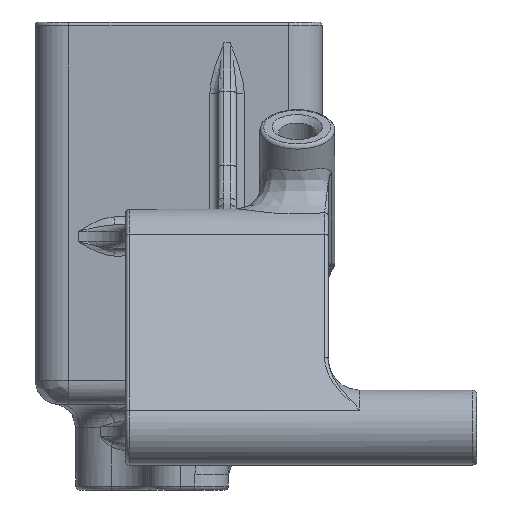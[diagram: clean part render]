
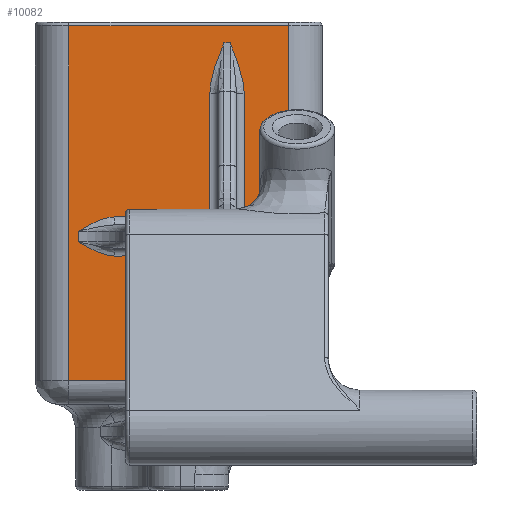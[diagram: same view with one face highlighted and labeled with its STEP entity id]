
A CAD part, left-side view. The second image highlights one B-rep face of the part: STEP entity #10082.
In plain terms, the highlighted planar face has unit normal (-1, 0, 0).
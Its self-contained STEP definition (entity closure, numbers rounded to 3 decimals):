
#283=PLANE('',#11040);
#713=LINE('',#17591,#1182);
#748=LINE('',#18049,#1217);
#756=LINE('',#18144,#1225);
#757=LINE('',#18148,#1226);
#758=LINE('',#18159,#1227);
#759=LINE('',#18169,#1228);
#760=LINE('',#18180,#1229);
#761=LINE('',#18182,#1230);
#762=LINE('',#18184,#1231);
#763=LINE('',#18186,#1232);
#764=LINE('',#18188,#1233);
#765=LINE('',#18190,#1234);
#766=LINE('',#18192,#1235);
#767=LINE('',#18193,#1236);
#1182=VECTOR('',#12732,10.);
#1217=VECTOR('',#12969,10.);
#1225=VECTOR('',#13003,10.);
#1226=VECTOR('',#13008,10.);
#1227=VECTOR('',#13009,10.);
#1228=VECTOR('',#13010,10.);
#1229=VECTOR('',#13011,10.);
#1230=VECTOR('',#13012,10.);
#1231=VECTOR('',#13013,10.);
#1232=VECTOR('',#13014,10.);
#1233=VECTOR('',#13015,10.);
#1234=VECTOR('',#13016,10.);
#1235=VECTOR('',#13017,10.);
#1236=VECTOR('',#13018,10.);
#1690=FACE_OUTER_BOUND('',#2399,.T.);
#2399=EDGE_LOOP('',(#7350,#7351,#7352,#7353,#7354,#7355,#7356,#7357,#7358,
#7359,#7360,#7361,#7362,#7363,#7364,#7365,#7366,#7367));
#3876=B_SPLINE_CURVE_WITH_KNOTS('',3,(#18037,#18038,#18039,#18040,#18041,
#18042,#18043,#18044),.UNSPECIFIED.,.F.,.F.,(4,2,1,1,4),(-0.341,
-0.34,-0.204,-0.136,0.),
 .UNSPECIFIED.);
#3882=B_SPLINE_CURVE_WITH_KNOTS('',3,(#18150,#18151,#18152,#18153,#18154,
#18155,#18156,#18157),.UNSPECIFIED.,.F.,.F.,(4,2,1,1,4),(-0.25,
-0.249,-0.1,-0.05,0.),
 .UNSPECIFIED.);
#3883=B_SPLINE_CURVE_WITH_KNOTS('',3,(#18160,#18161,#18162,#18163,#18164,
#18165,#18166,#18167),.UNSPECIFIED.,.F.,.F.,(4,1,1,2,4),(-0.249,
-0.149,-0.1,0.,0.001),
 .UNSPECIFIED.);
#3884=B_SPLINE_CURVE_WITH_KNOTS('',3,(#18171,#18172,#18173,#18174,#18175,
#18176,#18177,#18178),.UNSPECIFIED.,.F.,.F.,(4,1,1,2,4),(-0.34,
-0.204,-0.136,0.,0.001),
 .UNSPECIFIED.);
#4364=VERTEX_POINT('',#17584);
#4367=VERTEX_POINT('',#17589);
#4437=VERTEX_POINT('',#18025);
#4439=VERTEX_POINT('',#18028);
#4440=VERTEX_POINT('',#18046);
#4455=VERTEX_POINT('',#18143);
#4456=VERTEX_POINT('',#18147);
#4457=VERTEX_POINT('',#18149);
#4458=VERTEX_POINT('',#18158);
#4459=VERTEX_POINT('',#18168);
#4460=VERTEX_POINT('',#18170);
#4461=VERTEX_POINT('',#18179);
#4462=VERTEX_POINT('',#18181);
#4463=VERTEX_POINT('',#18183);
#4464=VERTEX_POINT('',#18185);
#4465=VERTEX_POINT('',#18187);
#4466=VERTEX_POINT('',#18189);
#4467=VERTEX_POINT('',#18191);
#5369=EDGE_CURVE('',#4367,#4364,#713,.T.);
#5481=EDGE_CURVE('',#4439,#4437,#3876,.T.);
#5484=EDGE_CURVE('',#4437,#4440,#748,.T.);
#5504=EDGE_CURVE('',#4440,#4455,#756,.T.);
#5506=EDGE_CURVE('',#4456,#4367,#757,.T.);
#5507=EDGE_CURVE('',#4457,#4456,#3882,.T.);
#5508=EDGE_CURVE('',#4458,#4457,#758,.T.);
#5509=EDGE_CURVE('',#4455,#4458,#3883,.T.);
#5510=EDGE_CURVE('',#4459,#4439,#759,.T.);
#5511=EDGE_CURVE('',#4460,#4459,#3884,.T.);
#5512=EDGE_CURVE('',#4461,#4460,#760,.T.);
#5513=EDGE_CURVE('',#4462,#4461,#761,.T.);
#5514=EDGE_CURVE('',#4463,#4462,#762,.T.);
#5515=EDGE_CURVE('',#4464,#4463,#763,.T.);
#5516=EDGE_CURVE('',#4465,#4464,#764,.T.);
#5517=EDGE_CURVE('',#4466,#4465,#765,.T.);
#5518=EDGE_CURVE('',#4467,#4466,#766,.T.);
#5519=EDGE_CURVE('',#4364,#4467,#767,.T.);
#7350=ORIENTED_EDGE('',*,*,#5369,.F.);
#7351=ORIENTED_EDGE('',*,*,#5506,.F.);
#7352=ORIENTED_EDGE('',*,*,#5507,.F.);
#7353=ORIENTED_EDGE('',*,*,#5508,.F.);
#7354=ORIENTED_EDGE('',*,*,#5509,.F.);
#7355=ORIENTED_EDGE('',*,*,#5504,.F.);
#7356=ORIENTED_EDGE('',*,*,#5484,.F.);
#7357=ORIENTED_EDGE('',*,*,#5481,.F.);
#7358=ORIENTED_EDGE('',*,*,#5510,.F.);
#7359=ORIENTED_EDGE('',*,*,#5511,.F.);
#7360=ORIENTED_EDGE('',*,*,#5512,.F.);
#7361=ORIENTED_EDGE('',*,*,#5513,.F.);
#7362=ORIENTED_EDGE('',*,*,#5514,.F.);
#7363=ORIENTED_EDGE('',*,*,#5515,.F.);
#7364=ORIENTED_EDGE('',*,*,#5516,.F.);
#7365=ORIENTED_EDGE('',*,*,#5517,.F.);
#7366=ORIENTED_EDGE('',*,*,#5518,.F.);
#7367=ORIENTED_EDGE('',*,*,#5519,.F.);
#10082=ADVANCED_FACE('',(#1690),#283,.F.);
#11040=AXIS2_PLACEMENT_3D('',#18146,#13006,#13007);
#12732=DIRECTION('',(0.,0.,-1.));
#12969=DIRECTION('',(0.,0.,-1.));
#13003=DIRECTION('',(0.,1.,0.));
#13006=DIRECTION('center_axis',(1.,0.,0.));
#13007=DIRECTION('ref_axis',(0.,-1.,0.));
#13008=DIRECTION('',(0.,-1.,0.));
#13009=DIRECTION('',(0.,0.,-1.));
#13010=DIRECTION('',(0.,1.,0.));
#13011=DIRECTION('',(0.,0.,1.));
#13012=DIRECTION('',(0.,1.,0.));
#13013=DIRECTION('',(0.,0.,-1.));
#13014=DIRECTION('',(0.,-1.,0.));
#13015=DIRECTION('',(0.,0.,1.));
#13016=DIRECTION('',(0.,1.,0.));
#13017=DIRECTION('',(0.,0.,1.));
#13018=DIRECTION('',(0.,1.,0.));
#17584=CARTESIAN_POINT('',(17.55,5.6,-19.5));
#17589=CARTESIAN_POINT('',(17.55,5.6,-9.5));
#17591=CARTESIAN_POINT('',(17.55,5.6,-1.625));
#18025=CARTESIAN_POINT('',(17.55,5.6,0.889));
#18028=CARTESIAN_POINT('',(17.55,4.7,4.162));
#18037=CARTESIAN_POINT('Ctrl Pts',(17.55,4.7,4.162));
#18038=CARTESIAN_POINT('Ctrl Pts',(17.55,4.701,4.159));
#18039=CARTESIAN_POINT('Ctrl Pts',(17.55,4.702,4.156));
#18040=CARTESIAN_POINT('Ctrl Pts',(17.55,4.874,3.733));
#18041=CARTESIAN_POINT('Ctrl Pts',(17.55,5.13,3.1));
#18042=CARTESIAN_POINT('Ctrl Pts',(17.55,5.472,2.022));
#18043=CARTESIAN_POINT('Ctrl Pts',(17.55,5.6,1.343));
#18044=CARTESIAN_POINT('Ctrl Pts',(17.55,5.6,0.889));
#18046=CARTESIAN_POINT('',(17.55,5.6,-7.));
#18049=CARTESIAN_POINT('',(17.55,5.6,-1.625));
#18143=CARTESIAN_POINT('',(17.55,11.696,-7.));
#18144=CARTESIAN_POINT('',(17.55,12.82,-7.));
#18146=CARTESIAN_POINT('Origin',(17.55,14.64,5.5));
#18147=CARTESIAN_POINT('',(17.55,11.696,-9.5));
#18148=CARTESIAN_POINT('',(17.55,12.82,-9.5));
#18149=CARTESIAN_POINT('',(17.55,14.,-8.6));
#18150=CARTESIAN_POINT('Ctrl Pts',(17.55,14.,-8.6));
#18151=CARTESIAN_POINT('Ctrl Pts',(17.55,13.998,-8.601));
#18152=CARTESIAN_POINT('Ctrl Pts',(17.55,13.996,-8.602));
#18153=CARTESIAN_POINT('Ctrl Pts',(17.55,13.567,-8.86));
#18154=CARTESIAN_POINT('Ctrl Pts',(17.55,12.991,-9.207));
#18155=CARTESIAN_POINT('Ctrl Pts',(17.55,12.196,-9.458));
#18156=CARTESIAN_POINT('Ctrl Pts',(17.55,11.862,-9.5));
#18157=CARTESIAN_POINT('Ctrl Pts',(17.55,11.696,-9.5));
#18158=CARTESIAN_POINT('',(17.55,14.,-7.9));
#18159=CARTESIAN_POINT('',(17.55,14.,-4.6));
#18160=CARTESIAN_POINT('Ctrl Pts',(17.55,11.696,-7.));
#18161=CARTESIAN_POINT('Ctrl Pts',(17.55,12.028,-7.));
#18162=CARTESIAN_POINT('Ctrl Pts',(17.55,12.522,-7.124));
#18163=CARTESIAN_POINT('Ctrl Pts',(17.55,13.276,-7.466));
#18164=CARTESIAN_POINT('Ctrl Pts',(17.55,13.709,-7.726));
#18165=CARTESIAN_POINT('Ctrl Pts',(17.55,13.996,-7.898));
#18166=CARTESIAN_POINT('Ctrl Pts',(17.55,13.998,-7.899));
#18167=CARTESIAN_POINT('Ctrl Pts',(17.55,14.,-7.9));
#18168=CARTESIAN_POINT('',(17.55,4.3,4.162));
#18169=CARTESIAN_POINT('',(17.55,9.27,4.162));
#18170=CARTESIAN_POINT('',(17.55,3.4,0.889));
#18171=CARTESIAN_POINT('Ctrl Pts',(17.55,3.4,0.889));
#18172=CARTESIAN_POINT('Ctrl Pts',(17.55,3.4,1.343));
#18173=CARTESIAN_POINT('Ctrl Pts',(17.55,3.528,2.022));
#18174=CARTESIAN_POINT('Ctrl Pts',(17.55,3.87,3.1));
#18175=CARTESIAN_POINT('Ctrl Pts',(17.55,4.126,3.733));
#18176=CARTESIAN_POINT('Ctrl Pts',(17.55,4.298,4.156));
#18177=CARTESIAN_POINT('Ctrl Pts',(17.55,4.299,4.159));
#18178=CARTESIAN_POINT('Ctrl Pts',(17.55,4.3,4.162));
#18179=CARTESIAN_POINT('',(17.55,3.4,-7.));
#18180=CARTESIAN_POINT('',(17.55,3.4,-4.673));
#18181=CARTESIAN_POINT('',(17.55,0.56,-7.));
#18182=CARTESIAN_POINT('',(17.55,12.82,-7.));
#18183=CARTESIAN_POINT('',(17.55,0.56,5.25));
#18184=CARTESIAN_POINT('',(17.55,0.56,5.5));
#18185=CARTESIAN_POINT('',(17.55,14.64,5.25));
#18186=CARTESIAN_POINT('',(17.55,11.29,5.25));
#18187=CARTESIAN_POINT('',(17.55,14.64,-17.5));
#18188=CARTESIAN_POINT('',(17.55,14.64,5.5));
#18189=CARTESIAN_POINT('',(17.55,7.46,-17.5));
#18190=CARTESIAN_POINT('',(17.55,13.383,-17.5));
#18191=CARTESIAN_POINT('',(17.55,7.46,-19.5));
#18192=CARTESIAN_POINT('',(17.55,7.46,-9.5));
#18193=CARTESIAN_POINT('',(17.55,12.82,-19.5));
